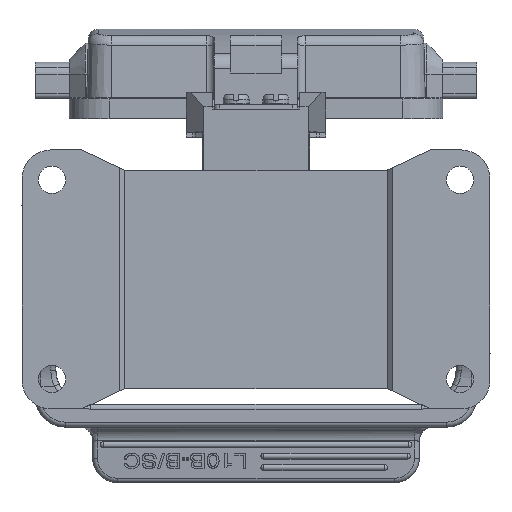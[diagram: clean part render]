
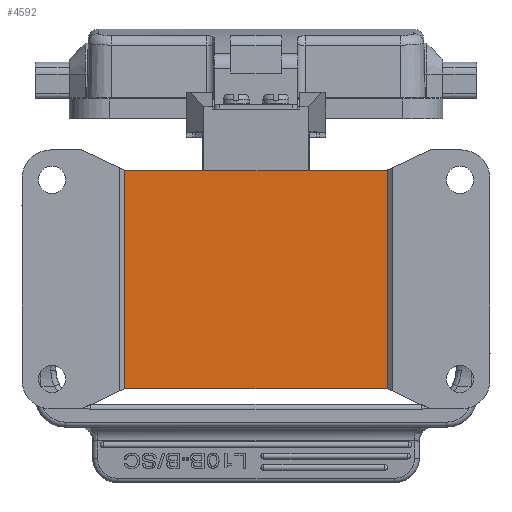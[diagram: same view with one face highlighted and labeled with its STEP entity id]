
A CAD part, front view. The second image highlights one B-rep face of the part: STEP entity #4592.
In plain terms, the highlighted planar face has unit normal (0, -1, 0).
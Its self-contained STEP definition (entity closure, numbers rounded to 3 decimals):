
#2929=FACE_OUTER_BOUND('',#13310,.T.);
#4592=ADVANCED_FACE('',(#2929),#6199,.T.);
#6199=PLANE('',#32393);
#6799=B_SPLINE_CURVE_WITH_KNOTS('',3,(#41949,#41950,#41951,#41952),
 .UNSPECIFIED.,.F.,.F.,(4,4),(0.,1.),.UNSPECIFIED.);
#6921=B_SPLINE_CURVE_WITH_KNOTS('',3,(#43944,#43945,#43946,#43947),
 .UNSPECIFIED.,.F.,.F.,(4,4),(0.,1.),.UNSPECIFIED.);
#6923=B_SPLINE_CURVE_WITH_KNOTS('',3,(#43964,#43965,#43966,#43967),
 .UNSPECIFIED.,.F.,.F.,(4,4),(0.,1.),.UNSPECIFIED.);
#6925=B_SPLINE_CURVE_WITH_KNOTS('',3,(#43978,#43979,#43980,#43981),
 .UNSPECIFIED.,.F.,.F.,(4,4),(0.,1.),.UNSPECIFIED.);
#6927=B_SPLINE_CURVE_WITH_KNOTS('',3,(#43988,#43989,#43990,#43991),
 .UNSPECIFIED.,.F.,.F.,(4,4),(0.,1.),.UNSPECIFIED.);
#6928=B_SPLINE_CURVE_WITH_KNOTS('',3,(#43992,#43993,#43994,#43995),
 .UNSPECIFIED.,.F.,.F.,(4,4),(0.,1.),.UNSPECIFIED.);
#6929=B_SPLINE_CURVE_WITH_KNOTS('',3,(#43997,#43998,#43999,#44000),
 .UNSPECIFIED.,.F.,.F.,(4,4),(0.,1.),.UNSPECIFIED.);
#6930=B_SPLINE_CURVE_WITH_KNOTS('',3,(#44002,#44003,#44004,#44005),
 .UNSPECIFIED.,.F.,.F.,(4,4),(0.,1.),.UNSPECIFIED.);
#13310=EDGE_LOOP('',(#16374,#16375,#16376,#16377,#16378,#16379,#16380,#16381));
#16374=ORIENTED_EDGE('',*,*,#28031,.F.);
#16375=ORIENTED_EDGE('',*,*,#27284,.T.);
#16376=ORIENTED_EDGE('',*,*,#28037,.F.);
#16377=ORIENTED_EDGE('',*,*,#28024,.F.);
#16378=ORIENTED_EDGE('',*,*,#28038,.F.);
#16379=ORIENTED_EDGE('',*,*,#28039,.F.);
#16380=ORIENTED_EDGE('',*,*,#28040,.F.);
#16381=ORIENTED_EDGE('',*,*,#28035,.F.);
#24232=VERTEX_POINT('',#41948);
#24233=VERTEX_POINT('',#41953);
#24715=VERTEX_POINT('',#43943);
#24716=VERTEX_POINT('',#43948);
#24721=VERTEX_POINT('',#43968);
#24724=VERTEX_POINT('',#43982);
#24725=VERTEX_POINT('',#43996);
#24726=VERTEX_POINT('',#44001);
#27284=EDGE_CURVE('',#24233,#24232,#6799,.T.);
#28024=EDGE_CURVE('',#24715,#24716,#6921,.T.);
#28031=EDGE_CURVE('',#24233,#24721,#6923,.T.);
#28035=EDGE_CURVE('',#24721,#24724,#6925,.T.);
#28037=EDGE_CURVE('',#24716,#24232,#6927,.T.);
#28038=EDGE_CURVE('',#24725,#24715,#6928,.T.);
#28039=EDGE_CURVE('',#24726,#24725,#6929,.T.);
#28040=EDGE_CURVE('',#24724,#24726,#6930,.T.);
#32393=AXIS2_PLACEMENT_3D('',#44006,#35913,#35914);
#35913=DIRECTION('',(0.,-1.,0.));
#35914=DIRECTION('',(-1.,0.,0.));
#41948=CARTESIAN_POINT('',(-26.352,1.,21.917));
#41949=CARTESIAN_POINT('',(26.352,1.,21.917));
#41950=CARTESIAN_POINT('',(8.784,1.,21.917));
#41951=CARTESIAN_POINT('',(-8.784,1.,21.917));
#41952=CARTESIAN_POINT('',(-26.352,1.,21.917));
#41953=CARTESIAN_POINT('',(26.352,1.,21.917));
#43943=CARTESIAN_POINT('',(-26.37,1.,-21.923));
#43944=CARTESIAN_POINT('',(-26.37,1.,-21.923));
#43945=CARTESIAN_POINT('',(-26.37,1.,-7.307));
#43946=CARTESIAN_POINT('',(-26.37,1.,7.308));
#43947=CARTESIAN_POINT('',(-26.37,1.,21.924));
#43948=CARTESIAN_POINT('',(-26.37,1.,21.924));
#43964=CARTESIAN_POINT('',(26.353,1.,21.916));
#43965=CARTESIAN_POINT('',(26.358,1.,21.919));
#43966=CARTESIAN_POINT('',(26.364,1.,21.922));
#43967=CARTESIAN_POINT('',(26.37,1.,21.925));
#43968=CARTESIAN_POINT('',(26.37,1.,21.923));
#43978=CARTESIAN_POINT('',(26.37,1.,21.923));
#43979=CARTESIAN_POINT('',(26.37,1.,7.307));
#43980=CARTESIAN_POINT('',(26.37,1.,-7.308));
#43981=CARTESIAN_POINT('',(26.37,1.,-21.924));
#43982=CARTESIAN_POINT('',(26.37,1.,-21.924));
#43988=CARTESIAN_POINT('',(-26.37,1.,21.925));
#43989=CARTESIAN_POINT('',(-26.364,1.,21.922));
#43990=CARTESIAN_POINT('',(-26.358,1.,21.919));
#43991=CARTESIAN_POINT('',(-26.352,1.,21.916));
#43992=CARTESIAN_POINT('',(-26.353,1.,-21.916));
#43993=CARTESIAN_POINT('',(-26.358,1.,-21.919));
#43994=CARTESIAN_POINT('',(-26.364,1.,-21.922));
#43995=CARTESIAN_POINT('',(-26.37,1.,-21.925));
#43996=CARTESIAN_POINT('',(-26.352,1.,-21.917));
#43997=CARTESIAN_POINT('',(26.352,1.,-21.916));
#43998=CARTESIAN_POINT('',(8.784,1.,-21.916));
#43999=CARTESIAN_POINT('',(-8.784,1.,-21.916));
#44000=CARTESIAN_POINT('',(-26.352,1.,-21.916));
#44001=CARTESIAN_POINT('',(26.352,1.,-21.917));
#44002=CARTESIAN_POINT('',(26.37,1.,-21.925));
#44003=CARTESIAN_POINT('',(26.364,1.,-21.922));
#44004=CARTESIAN_POINT('',(26.358,1.,-21.919));
#44005=CARTESIAN_POINT('',(26.352,1.,-21.916));
#44006=CARTESIAN_POINT('',(0.,1.,0.));
